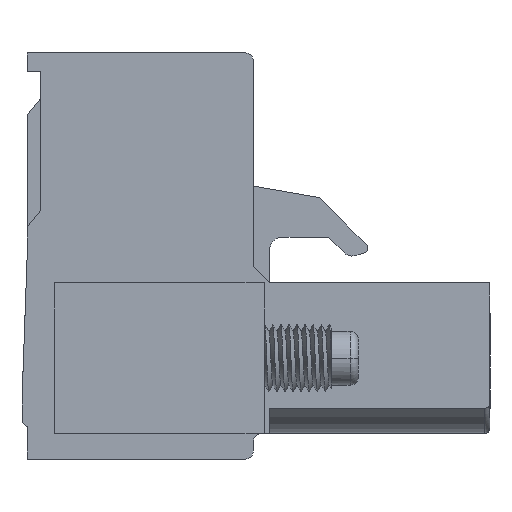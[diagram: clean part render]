
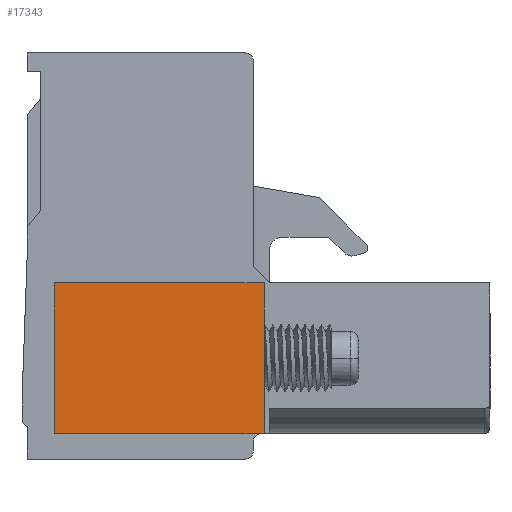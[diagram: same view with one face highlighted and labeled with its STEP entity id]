
A CAD part, left-side view. The second image highlights one B-rep face of the part: STEP entity #17343.
In plain terms, the highlighted planar face has unit normal (-1, 0, 0).
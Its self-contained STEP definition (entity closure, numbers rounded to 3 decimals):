
#789 = ORIENTED_EDGE ( 'NONE', *, *, #6257, .T. ) ;
#1206 = DIRECTION ( 'NONE',  ( -1., 0., 0. ) ) ;
#4732 = FACE_OUTER_BOUND ( 'NONE', #25313, .T. ) ;
#6257 = EDGE_CURVE ( 'NONE', #8721, #8707, #42813, .T. ) ;
#8707 = VERTEX_POINT ( 'NONE', #40896 ) ;
#8721 = VERTEX_POINT ( 'NONE', #42193 ) ;
#10495 = DIRECTION ( 'NONE',  ( 0., 0., 1. ) ) ;
#11286 = DIRECTION ( 'NONE',  ( 0., -1., 0. ) ) ;
#11401 = VERTEX_POINT ( 'NONE', #12359 ) ;
#12359 = CARTESIAN_POINT ( 'NONE',  ( -5., 16.2, 6.55 ) ) ;
#12743 = VERTEX_POINT ( 'NONE', #34417 ) ;
#13452 = ORIENTED_EDGE ( 'NONE', *, *, #34375, .T. ) ;
#14843 = EDGE_CURVE ( 'NONE', #11401, #8707, #34529, .T. ) ;
#15449 = PLANE ( 'NONE',  #42544 ) ;
#16528 = CARTESIAN_POINT ( 'NONE',  ( -5., 8.4, 0.95 ) ) ;
#17343 = ADVANCED_FACE ( 'NONE', ( #4732 ), #15449, .T. ) ;
#18645 = VECTOR ( 'NONE', #22447, 1000. ) ;
#19508 = EDGE_CURVE ( 'NONE', #12743, #11401, #37023, .T. ) ;
#19937 = VECTOR ( 'NONE', #11286, 1000. ) ;
#20110 = ORIENTED_EDGE ( 'NONE', *, *, #14843, .F. ) ;
#22447 = DIRECTION ( 'NONE',  ( 0., 0., 1. ) ) ;
#24196 = LINE ( 'NONE', #34715, #32399 ) ;
#25313 = EDGE_LOOP ( 'NONE', ( #789, #20110, #31538, #13452 ) ) ;
#27662 = VECTOR ( 'NONE', #10495, 1000. ) ;
#28180 = CARTESIAN_POINT ( 'NONE',  ( -5., 16.2, 0.95 ) ) ;
#31224 = CARTESIAN_POINT ( 'NONE',  ( -5., 16.2, 6.55 ) ) ;
#31538 = ORIENTED_EDGE ( 'NONE', *, *, #19508, .F. ) ;
#32399 = VECTOR ( 'NONE', #40829, 1000. ) ;
#34375 = EDGE_CURVE ( 'NONE', #12743, #8721, #24196, .T. ) ;
#34417 = CARTESIAN_POINT ( 'NONE',  ( -5., 16.2, 0.95 ) ) ;
#34529 = LINE ( 'NONE', #31224, #19937 ) ;
#34715 = CARTESIAN_POINT ( 'NONE',  ( -5., 16.2, 0.95 ) ) ;
#37023 = LINE ( 'NONE', #40281, #27662 ) ;
#38247 = DIRECTION ( 'NONE',  ( 0., -1., 0. ) ) ;
#40281 = CARTESIAN_POINT ( 'NONE',  ( -5., 16.2, 0.95 ) ) ;
#40829 = DIRECTION ( 'NONE',  ( 0., -1., 0. ) ) ;
#40896 = CARTESIAN_POINT ( 'NONE',  ( -5., 8.4, 6.55 ) ) ;
#42193 = CARTESIAN_POINT ( 'NONE',  ( -5., 8.4, 0.95 ) ) ;
#42544 = AXIS2_PLACEMENT_3D ( 'NONE', #28180, #1206, #38247 ) ;
#42813 = LINE ( 'NONE', #16528, #18645 ) ;
